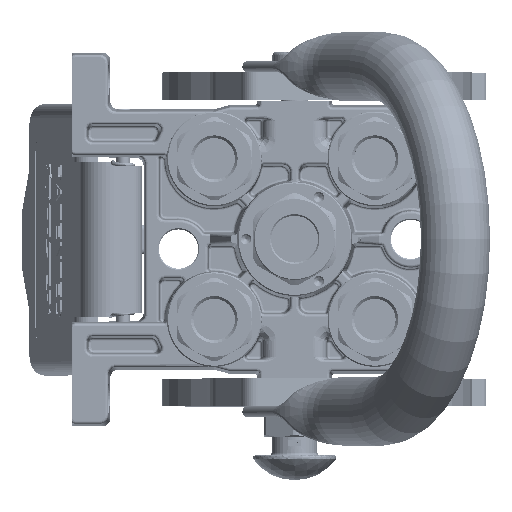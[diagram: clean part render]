
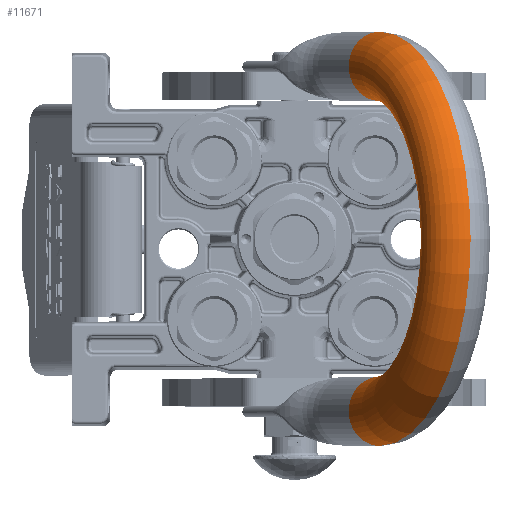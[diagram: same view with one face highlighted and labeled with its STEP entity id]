
A CAD part, top view. The second image highlights one B-rep face of the part: STEP entity #11671.
In plain terms, the highlighted toroidal (fillet/blend) face has major radius 62.25 mm and minor radius 12.5 mm.
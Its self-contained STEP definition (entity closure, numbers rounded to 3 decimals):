
#3177 = DIRECTION ( 'NONE',  ( 0., 1., 0. ) ) ;
#11671 = ADVANCED_FACE ( 'NONE', ( #108450 ), #106033, .T. ) ;
#17470 = DIRECTION ( 'NONE',  ( -1., 0., 0. ) ) ;
#34287 = CARTESIAN_POINT ( 'NONE',  ( -62.25, 0., 25.25 ) ) ;
#39861 = VERTEX_POINT ( 'NONE', #56949 ) ;
#39868 = CIRCLE ( 'NONE', #147387, 12.5 ) ;
#45886 = DIRECTION ( 'NONE',  ( -1., 0., 0. ) ) ;
#46385 = CIRCLE ( 'NONE', #112227, 49.75 ) ;
#46891 = DIRECTION ( 'NONE',  ( -1., 0., 0. ) ) ;
#56949 = CARTESIAN_POINT ( 'NONE',  ( 74.75, 0., 25.25 ) ) ;
#57437 = CARTESIAN_POINT ( 'NONE',  ( 62.25, 0., 25.25 ) ) ;
#57996 = VERTEX_POINT ( 'NONE', #90364 ) ;
#66095 = CARTESIAN_POINT ( 'NONE',  ( 0., 0., 25.25 ) ) ;
#71246 = EDGE_CURVE ( 'NONE', #57996, #170210, #39868, .T. ) ;
#80009 = CARTESIAN_POINT ( 'NONE',  ( 0., 0., 25.25 ) ) ;
#83211 = AXIS2_PLACEMENT_3D ( 'NONE', #57437, #167842, #201326 ) ;
#83361 = EDGE_CURVE ( 'NONE', #39861, #145077, #195539, .T. ) ;
#90364 = CARTESIAN_POINT ( 'NONE',  ( -74.75, 0., 25.25 ) ) ;
#100738 = ORIENTED_EDGE ( 'NONE', *, *, #112524, .F. ) ;
#106033 = TOROIDAL_SURFACE ( 'NONE', #112079, 62.25, 12.5 ) ;
#107576 = ORIENTED_EDGE ( 'NONE', *, *, #186123, .T. ) ;
#108450 = FACE_OUTER_BOUND ( 'NONE', #160069, .T. ) ;
#112079 = AXIS2_PLACEMENT_3D ( 'NONE', #66095, #3177, #177845 ) ;
#112227 = AXIS2_PLACEMENT_3D ( 'NONE', #156527, #140469, #17470 ) ;
#112524 = EDGE_CURVE ( 'NONE', #57996, #39861, #190006, .T. ) ;
#129240 = DIRECTION ( 'NONE',  ( 0., 0., 1. ) ) ;
#140469 = DIRECTION ( 'NONE',  ( 0., 1., 0. ) ) ;
#142328 = DIRECTION ( 'NONE',  ( 0., 1., 0. ) ) ;
#142700 = ORIENTED_EDGE ( 'NONE', *, *, #83361, .F. ) ;
#145077 = VERTEX_POINT ( 'NONE', #175807 ) ;
#147387 = AXIS2_PLACEMENT_3D ( 'NONE', #34287, #129240, #46891 ) ;
#150215 = ORIENTED_EDGE ( 'NONE', *, *, #71246, .T. ) ;
#156527 = CARTESIAN_POINT ( 'NONE',  ( 0., 0., 25.25 ) ) ;
#160069 = EDGE_LOOP ( 'NONE', ( #107576, #142700, #100738, #150215 ) ) ;
#167842 = DIRECTION ( 'NONE',  ( 0., 0., -1. ) ) ;
#170210 = VERTEX_POINT ( 'NONE', #185583 ) ;
#173475 = AXIS2_PLACEMENT_3D ( 'NONE', #80009, #142328, #45886 ) ;
#175807 = CARTESIAN_POINT ( 'NONE',  ( 49.75, 0., 25.25 ) ) ;
#177845 = DIRECTION ( 'NONE',  ( 1., 0., 0. ) ) ;
#185583 = CARTESIAN_POINT ( 'NONE',  ( -49.75, 0., 25.25 ) ) ;
#186123 = EDGE_CURVE ( 'NONE', #170210, #145077, #46385, .T. ) ;
#190006 = CIRCLE ( 'NONE', #173475, 74.75 ) ;
#195539 = CIRCLE ( 'NONE', #83211, 12.5 ) ;
#201326 = DIRECTION ( 'NONE',  ( 1., 0., 0. ) ) ;
